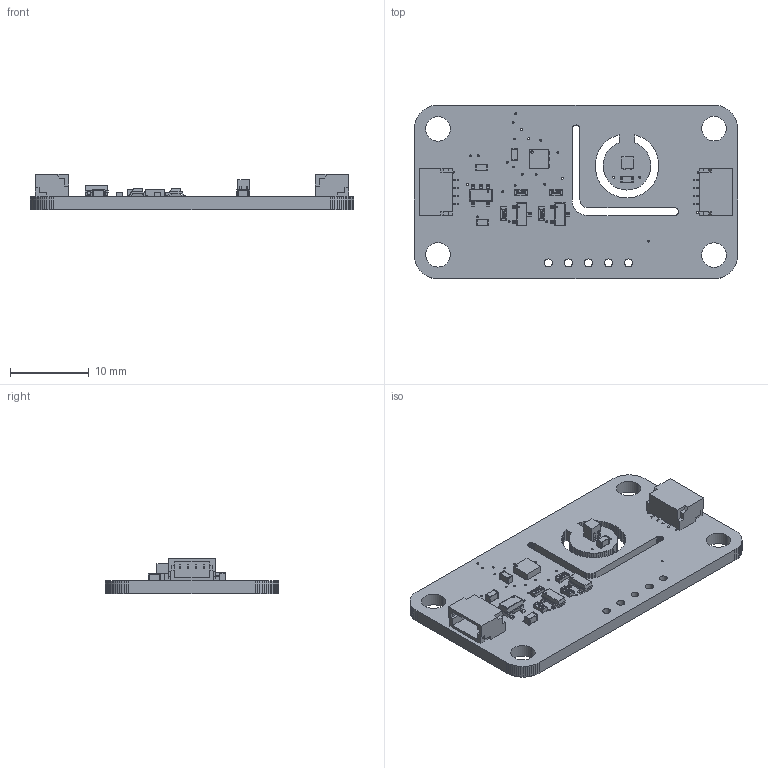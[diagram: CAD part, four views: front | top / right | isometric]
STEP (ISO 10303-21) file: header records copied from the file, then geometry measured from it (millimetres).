
FILE_DESCRIPTION(('PCB Model'),'2;1');
FILE_NAME('SHT40+SGP403D Step.STEP','2022-03-26T09:31:28',('pritesh'),('Unspecified'), 'Open CASCADE STEP processor 6.8','Proteus','Unknown');
FILE_SCHEMA(('AUTOMOTIVE_DESIGN { 1 0 10303 214 1 1 1 1 }'));
Length unit declared in the file: millimetre
Products named in the file (75): Open CASCADE STEP translator 6.8 1; Layer_1; U4; Open CASCADE STEP translator 6.8 1.2.1; Body_1; Pin_1; Pin_2; Pin_3; Pin_4; C2; Open CASCADE STEP translator 6.8 1.3.1; Part_3; Part_2; Part_1; U1; Open CASCADE STEP translator 6.8 1.4.1; =>[0:1:1:2]; =>[0:1:1:3]; =>[0:1:1:4]; SOLID; U2; Open CASCADE STEP translator 6.8 1.5.1; C1; Open CASCADE STEP translator 6.8 1.6.1; C3; Open CASCADE STEP translator 6.8 1.7.1; C4; Open CASCADE STEP translator 6.8 1.8.1; Q1; Open CASCADE STEP translator 6.8 1.9.1; Q2; Open CASCADE STEP translator 6.8 1.10.1; R5; Open CASCADE STEP translator 6.8 1.11.1; =>[0:1:1:5]; =>[0:1:1:6]; R6; Open CASCADE STEP translator 6.8 1.12.1; R7; Open CASCADE STEP translator 6.8 1.13.1 ...
Assembly tree (88 placements, depth 6):
  Open CASCADE STEP translator 6.8 1
    Layer_1
    U4
      Open CASCADE STEP translator 6.8 1.2.1
        Body_1
        Pin_1
        Pin_2
        Pin_3
        Pin_4
    C2
      Open CASCADE STEP translator 6.8 1.3.1
        Body_1
          Part_3
          Part_2
          Part_1
    U1
      Open CASCADE STEP translator 6.8 1.4.1
        Body_1
          =>[0:1:1:2]
          =>[0:1:1:3]
          =>[0:1:1:4]
            SOLID
            SOLID
            SOLID
            SOLID
            SOLID
            SOLID
    U2
      Open CASCADE STEP translator 6.8 1.5.1
        Body_1
          =>[0:1:1:2]
          =>[0:1:1:3]
            SOLID
            SOLID
            SOLID
          =>[0:1:1:4]
            SOLID
            SOLID
    C1
      Open CASCADE STEP translator 6.8 1.6.1
        Body_1
          Part_3
          Part_2
          Part_1
    C3
      Open CASCADE STEP translator 6.8 1.7.1
        Body_1
          Part_3
          Part_2
          Part_1
    C4
      Open CASCADE STEP translator 6.8 1.8.1
        Body_1
          Part_3
          Part_2
          Part_1
    Q1
      Open CASCADE STEP translator 6.8 1.9.1
        Body_1
          =>[0:1:1:2]
Bounding box: 41 x 22 x 4.5 mm (x, y, z)
Volume: 1457.4 mm3; surface area: 2625.3 mm2
Topology: 58 solids, 58 shells, 1395 faces, 3595 edges, 2326 vertices
Faces by surface type: plane 968, cylinder 231, bspline 164, sphere 32
Entity records: 32087 total; most frequent: CARTESIAN_POINT 7455, ORIENTED_EDGE 4342, DIRECTION 4077, EDGE_CURVE 2171, LINE 1761, VECTOR 1761, VERTEX_POINT 1428, AXIS2_PLACEMENT_3D 1158
